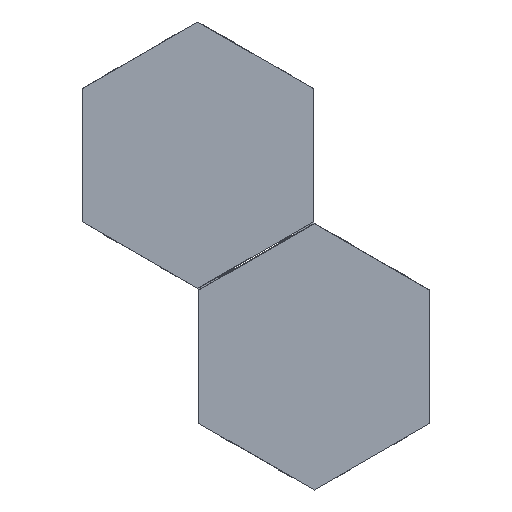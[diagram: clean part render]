
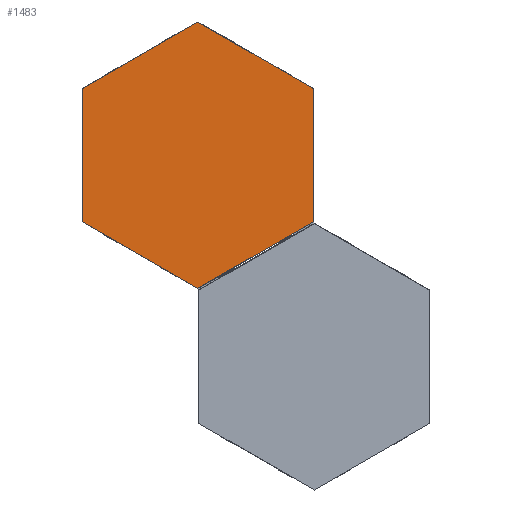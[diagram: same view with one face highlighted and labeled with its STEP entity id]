
A CAD part, front view. The second image highlights one B-rep face of the part: STEP entity #1483.
In plain terms, the highlighted free-form (B-spline) face has degree [1, 1] with [2, 2] control points.
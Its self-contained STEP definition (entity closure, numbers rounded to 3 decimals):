
#1184 = EDGE_CURVE('',#1185,#1187,#1189,.T.);
#1185 = VERTEX_POINT('',#1186);
#1186 = CARTESIAN_POINT('',(-96.838,-68.484,
    390.771));
#1187 = VERTEX_POINT('',#1188);
#1188 = CARTESIAN_POINT('',(163.486,-68.484,
    240.472));
#1189 = B_SPLINE_CURVE_WITH_KNOTS('',1,(#1190,#1191),.UNSPECIFIED.,.F.,
  .F.,(2,2),(0.,290.),.PIECEWISE_BEZIER_KNOTS.);
#1190 = CARTESIAN_POINT('',(-96.838,-68.484,
    390.771));
#1191 = CARTESIAN_POINT('',(163.486,-68.484,
    240.472));
#1242 = EDGE_CURVE('',#1187,#1243,#1245,.T.);
#1243 = VERTEX_POINT('',#1244);
#1244 = CARTESIAN_POINT('',(163.486,-68.484,
    -60.125));
#1245 = B_SPLINE_CURVE_WITH_KNOTS('',1,(#1246,#1247),.UNSPECIFIED.,.F.,
  .F.,(2,2),(0.,290.),.PIECEWISE_BEZIER_KNOTS.);
#1246 = CARTESIAN_POINT('',(163.486,-68.484,
    240.472));
#1247 = CARTESIAN_POINT('',(163.486,-68.484,
    -60.125));
#1292 = EDGE_CURVE('',#1243,#1293,#1295,.T.);
#1293 = VERTEX_POINT('',#1294);
#1294 = CARTESIAN_POINT('',(-96.838,-68.484,
    -210.423));
#1295 = B_SPLINE_CURVE_WITH_KNOTS('',1,(#1296,#1297),.UNSPECIFIED.,.F.,
  .F.,(2,2),(0.,290.),.PIECEWISE_BEZIER_KNOTS.);
#1296 = CARTESIAN_POINT('',(163.486,-68.484,
    -60.125));
#1297 = CARTESIAN_POINT('',(-96.838,-68.484,
    -210.423));
#1342 = EDGE_CURVE('',#1293,#1343,#1345,.T.);
#1343 = VERTEX_POINT('',#1344);
#1344 = CARTESIAN_POINT('',(-357.163,-68.484,
    -60.125));
#1345 = B_SPLINE_CURVE_WITH_KNOTS('',1,(#1346,#1347),.UNSPECIFIED.,.F.,
  .F.,(2,2),(0.,290.),.PIECEWISE_BEZIER_KNOTS.);
#1346 = CARTESIAN_POINT('',(-96.838,-68.484,
    -210.423));
#1347 = CARTESIAN_POINT('',(-357.163,-68.484,
    -60.125));
#1392 = EDGE_CURVE('',#1343,#1393,#1395,.T.);
#1393 = VERTEX_POINT('',#1394);
#1394 = CARTESIAN_POINT('',(-357.163,-68.484,
    240.472));
#1395 = B_SPLINE_CURVE_WITH_KNOTS('',1,(#1396,#1397),.UNSPECIFIED.,.F.,
  .F.,(2,2),(0.,290.),.PIECEWISE_BEZIER_KNOTS.);
#1396 = CARTESIAN_POINT('',(-357.163,-68.484,
    -60.125));
#1397 = CARTESIAN_POINT('',(-357.163,-68.484,
    240.472));
#1442 = EDGE_CURVE('',#1393,#1185,#1443,.T.);
#1443 = B_SPLINE_CURVE_WITH_KNOTS('',1,(#1444,#1445),.UNSPECIFIED.,.F.,
  .F.,(2,2),(0.,290.),.PIECEWISE_BEZIER_KNOTS.);
#1444 = CARTESIAN_POINT('',(-357.163,-68.484,
    240.472));
#1445 = CARTESIAN_POINT('',(-96.838,-68.484,
    390.771));
#1483 = ADVANCED_FACE('',(#1484),#1492,.F.);
#1484 = FACE_BOUND('',#1485,.T.);
#1485 = EDGE_LOOP('',(#1486,#1487,#1488,#1489,#1490,#1491));
#1486 = ORIENTED_EDGE('',*,*,#1184,.F.);
#1487 = ORIENTED_EDGE('',*,*,#1442,.F.);
#1488 = ORIENTED_EDGE('',*,*,#1392,.F.);
#1489 = ORIENTED_EDGE('',*,*,#1342,.F.);
#1490 = ORIENTED_EDGE('',*,*,#1292,.F.);
#1491 = ORIENTED_EDGE('',*,*,#1242,.F.);
#1492 = B_SPLINE_SURFACE_WITH_KNOTS('',1,1,(
    (#1493,#1494)
    ,(#1495,#1496
    )),.UNSPECIFIED.,.F.,.F.,.F.,(2,2),(2,2),(-290.,290.),(
    -251.147,251.147),.PIECEWISE_BEZIER_KNOTS.);
#1493 = CARTESIAN_POINT('',(-357.163,-68.484,
    -210.423));
#1494 = CARTESIAN_POINT('',(163.486,-68.484,
    -210.423));
#1495 = CARTESIAN_POINT('',(-357.163,-68.484,
    390.771));
#1496 = CARTESIAN_POINT('',(163.486,-68.484,
    390.771));
